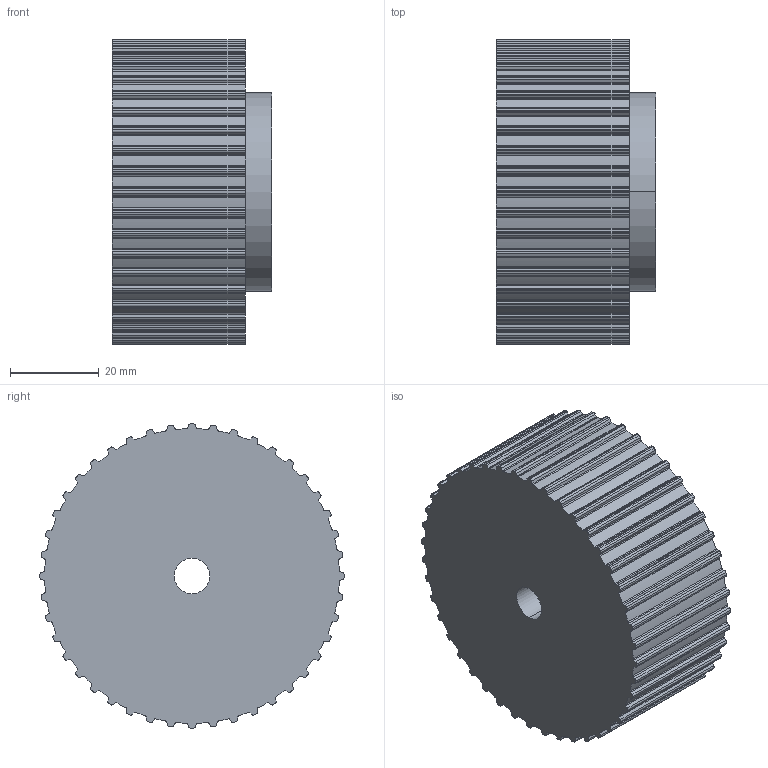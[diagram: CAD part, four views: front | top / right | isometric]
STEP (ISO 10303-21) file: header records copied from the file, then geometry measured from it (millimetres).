
FILE_DESCRIPTION(('HOOPS Exchange Step'),'2;1');
FILE_NAME('export-561EE3A6-8B92-4307-A14A-92826C6E8693.stp','2023-12-12T10:58:19+01:00',('Engineering'),('Alibre'),'HOOPS Exchange 2021.0','Alibre','Unknown authorisation');
FILE_SCHEMA( ('AP242_MANAGED_MODEL_BASED_3D_ENGINEERING_MIM_LF {1 0 10303 442 1 1 4 }') );
Length unit declared in the file: millimetre
Products named in the file (2): 6425-1 AT5 Pulley 36-AT5 Z=44 for 25mm wide belts BODY; 6425 AT5 Pulley 36-AT5 Z=44 for 25mm wide belts
Assembly tree (1 placements, depth 2):
  6425 AT5 Pulley 36-AT5 Z=44 for 25mm wide belts
    6425-1 AT5 Pulley 36-AT5 Z=44 for 25mm wide belts BODY
Bounding box: 36 x 68.8 x 68.8 mm (x, y, z)
Volume: 114537.7 mm3; surface area: 16754.1 mm2
Topology: 1 solids, 1 shells, 425 faces, 1266 edges, 844 vertices
Faces by surface type: cylinder 334, plane 91
Entity records: 14700 total; most frequent: DIRECTION 2794, CARTESIAN_POINT 2540, ORIENTED_EDGE 2532, EDGE_CURVE 1266, AXIS2_PLACEMENT_3D 1098, VERTEX_POINT 844, CIRCLE 668, VECTOR 598
